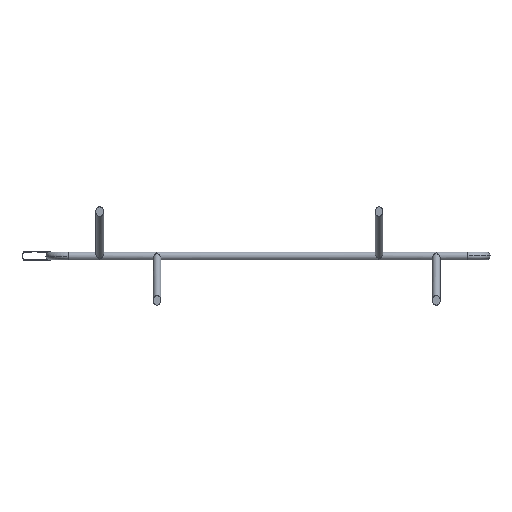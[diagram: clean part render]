
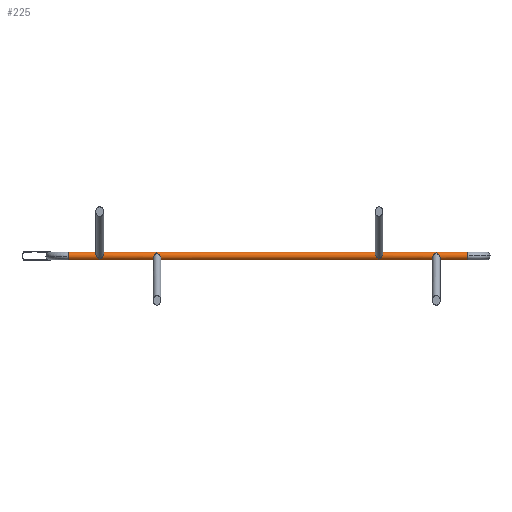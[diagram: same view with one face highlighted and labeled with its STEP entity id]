
A CAD part, front view. The second image highlights one B-rep face of the part: STEP entity #225.
In plain terms, the highlighted cylindrical face has radius 17.5 mm (diameter 35 mm), a partial arc.
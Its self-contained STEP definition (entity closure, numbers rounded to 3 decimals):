
#225=ADVANCED_FACE('',(#493),#494,.T.);
#493=FACE_OUTER_BOUND('',#775,.T.);
#494=CYLINDRICAL_SURFACE('',#776,17.5);
#775=EDGE_LOOP('',(#1513,#1514,#1515,#1516,#1517,#1518,#1519,#1520,#1521,#1522,#1523,#1524,#1525,#1526,#1527,#1528,#1529,#1530,#1531,#1532,#1533,#1534,#1535,#1536,#1537,#1538));
#776=AXIS2_PLACEMENT_3D('',#1539,#1540,#1541);
#1513=ORIENTED_EDGE('',*,*,#1918,.T.);
#1514=ORIENTED_EDGE('',*,*,#1958,.T.);
#1515=ORIENTED_EDGE('',*,*,#2105,.T.);
#1516=ORIENTED_EDGE('',*,*,#2104,.T.);
#1517=ORIENTED_EDGE('',*,*,#1959,.T.);
#1518=ORIENTED_EDGE('',*,*,#1927,.T.);
#1519=ORIENTED_EDGE('',*,*,#1966,.T.);
#1520=ORIENTED_EDGE('',*,*,#2100,.T.);
#1521=ORIENTED_EDGE('',*,*,#2099,.T.);
#1522=ORIENTED_EDGE('',*,*,#1967,.T.);
#1523=ORIENTED_EDGE('',*,*,#1924,.T.);
#1524=ORIENTED_EDGE('',*,*,#1781,.F.);
#1525=ORIENTED_EDGE('',*,*,#2107,.F.);
#1526=ORIENTED_EDGE('',*,*,#1922,.T.);
#1527=ORIENTED_EDGE('',*,*,#1899,.T.);
#1528=ORIENTED_EDGE('',*,*,#2108,.T.);
#1529=ORIENTED_EDGE('',*,*,#2109,.T.);
#1530=ORIENTED_EDGE('',*,*,#1902,.T.);
#1531=ORIENTED_EDGE('',*,*,#1921,.T.);
#1532=ORIENTED_EDGE('',*,*,#1909,.T.);
#1533=ORIENTED_EDGE('',*,*,#2110,.T.);
#1534=ORIENTED_EDGE('',*,*,#2111,.T.);
#1535=ORIENTED_EDGE('',*,*,#1912,.T.);
#1536=ORIENTED_EDGE('',*,*,#1920,.T.);
#1537=ORIENTED_EDGE('',*,*,#1767,.F.);
#1538=ORIENTED_EDGE('',*,*,#2112,.F.);
#1539=CARTESIAN_POINT('',(-450.0,287.5,0.0));
#1540=DIRECTION('',(1.0,0.0,0.0));
#1541=DIRECTION('',(0.0,0.0,-1.0));
#1767=EDGE_CURVE('',#2142,#2145,#2146,.T.);
#1781=EDGE_CURVE('',#2168,#2171,#2172,.T.);
#1899=EDGE_CURVE('',#2372,#2369,#2373,.T.);
#1902=EDGE_CURVE('',#2378,#2376,#2379,.T.);
#1909=EDGE_CURVE('',#2391,#2388,#2392,.T.);
#1912=EDGE_CURVE('',#2397,#2395,#2398,.T.);
#1918=EDGE_CURVE('',#2407,#2408,#2409,.T.);
#1920=EDGE_CURVE('',#2395,#2145,#2411,.T.);
#1921=EDGE_CURVE('',#2376,#2391,#2412,.T.);
#1922=EDGE_CURVE('',#2413,#2372,#2414,.T.);
#1924=EDGE_CURVE('',#2416,#2171,#2417,.T.);
#1927=EDGE_CURVE('',#2422,#2420,#2423,.T.);
#1958=EDGE_CURVE('',#2408,#2467,#2470,.T.);
#1959=EDGE_CURVE('',#2471,#2422,#2472,.T.);
#1966=EDGE_CURVE('',#2420,#2481,#2484,.T.);
#1967=EDGE_CURVE('',#2485,#2416,#2486,.T.);
#2099=EDGE_CURVE('',#2679,#2485,#2680,.T.);
#2100=EDGE_CURVE('',#2481,#2679,#2681,.T.);
#2104=EDGE_CURVE('',#2685,#2471,#2686,.T.);
#2105=EDGE_CURVE('',#2467,#2685,#2687,.T.);
#2107=EDGE_CURVE('',#2413,#2168,#2689,.T.);
#2108=EDGE_CURVE('',#2369,#2690,#2691,.T.);
#2109=EDGE_CURVE('',#2690,#2378,#2692,.T.);
#2110=EDGE_CURVE('',#2388,#2693,#2694,.T.);
#2111=EDGE_CURVE('',#2693,#2397,#2695,.T.);
#2112=EDGE_CURVE('',#2407,#2142,#2696,.T.);
#2142=VERTEX_POINT('',#2726);
#2145=VERTEX_POINT('',#2729);
#2146=CIRCLE('',#2730,17.5);
#2168=VERTEX_POINT('',#2752);
#2171=VERTEX_POINT('',#2755);
#2172=CIRCLE('',#2756,17.5);
#2369=VERTEX_POINT('',#4285);
#2372=VERTEX_POINT('',#4289);
#2373=ELLIPSE('',#4290,24.749,17.5);
#2376=VERTEX_POINT('',#4293);
#2378=VERTEX_POINT('',#4295);
#2379=ELLIPSE('',#4296,24.749,17.5);
#2388=VERTEX_POINT('',#4306);
#2391=VERTEX_POINT('',#4310);
#2392=ELLIPSE('',#4311,24.749,17.5);
#2395=VERTEX_POINT('',#4314);
#2397=VERTEX_POINT('',#4316);
#2398=ELLIPSE('',#4317,24.749,17.5);
#2407=VERTEX_POINT('',#4327);
#2408=VERTEX_POINT('',#4328);
#2409=LINE('',#4329,#4330);
#2411=LINE('',#4332,#4333);
#2412=LINE('',#4334,#4335);
#2413=VERTEX_POINT('',#4336);
#2414=LINE('',#4337,#4338);
#2416=VERTEX_POINT('',#4340);
#2417=LINE('',#4341,#4342);
#2420=VERTEX_POINT('',#4345);
#2422=VERTEX_POINT('',#4347);
#2423=LINE('',#4348,#4349);
#2467=VERTEX_POINT('',#4835);
#2470=ELLIPSE('',#4839,24.749,17.5);
#2471=VERTEX_POINT('',#4840);
#2472=ELLIPSE('',#4841,24.749,17.5);
#2481=VERTEX_POINT('',#4851);
#2484=ELLIPSE('',#4855,24.749,17.5);
#2485=VERTEX_POINT('',#4856);
#2486=ELLIPSE('',#4857,24.749,17.5);
#2679=VERTEX_POINT('',#5108);
#2680=ELLIPSE('',#5109,24.749,17.5);
#2681=ELLIPSE('',#5110,24.749,17.5);
#2685=VERTEX_POINT('',#5114);
#2686=ELLIPSE('',#5115,24.749,17.5);
#2687=ELLIPSE('',#5116,24.749,17.5);
#2689=CIRCLE('',#5118,17.5);
#2690=VERTEX_POINT('',#5119);
#2691=ELLIPSE('',#5120,24.749,17.5);
#2692=ELLIPSE('',#5121,24.749,17.5);
#2693=VERTEX_POINT('',#5122);
#2694=ELLIPSE('',#5123,24.749,17.5);
#2695=ELLIPSE('',#5124,24.749,17.5);
#2696=CIRCLE('',#5125,17.5);
#2726=CARTESIAN_POINT('',(-900.0,270.0,0.));
#2729=CARTESIAN_POINT('',(-900.0,287.5,17.5));
#2730=AXIS2_PLACEMENT_3D('',#5157,#5158,#5159);
#2752=CARTESIAN_POINT('',(900.0,270.0,0.));
#2755=CARTESIAN_POINT('',(900.0,287.5,-17.5));
#2756=AXIS2_PLACEMENT_3D('',#5193,#5194,#5195);
#4285=CARTESIAN_POINT('',(517.5,273.134,9.994));
#4289=CARTESIAN_POINT('',(509.994,287.5,17.5));
#4290=AXIS2_PLACEMENT_3D('',#5274,#5275,#5276);
#4293=CARTESIAN_POINT('',(490.006,287.5,17.5));
#4295=CARTESIAN_POINT('',(482.5,273.134,9.994));
#4296=AXIS2_PLACEMENT_3D('',#5283,#5284,#5285);
#4306=CARTESIAN_POINT('',(-740.5,273.134,9.994));
#4310=CARTESIAN_POINT('',(-748.006,287.5,17.5));
#4311=AXIS2_PLACEMENT_3D('',#5297,#5298,#5299);
#4314=CARTESIAN_POINT('',(-767.994,287.5,17.5));
#4316=CARTESIAN_POINT('',(-775.5,273.134,9.994));
#4317=AXIS2_PLACEMENT_3D('',#5306,#5307,#5308);
#4327=CARTESIAN_POINT('',(-900.0,287.5,-17.5));
#4328=CARTESIAN_POINT('',(-509.994,287.5,-17.5));
#4329=CARTESIAN_POINT('',(-450.0,287.5,-17.5));
#4330=VECTOR('',#5319,1.0);
#4332=CARTESIAN_POINT('',(-450.0,287.5,17.5));
#4333=VECTOR('',#5323,1.0);
#4334=CARTESIAN_POINT('',(-450.0,287.5,17.5));
#4335=VECTOR('',#5324,1.0);
#4336=CARTESIAN_POINT('',(900.0,287.5,17.5));
#4337=CARTESIAN_POINT('',(-450.0,287.5,17.5));
#4338=VECTOR('',#5325,1.0);
#4340=CARTESIAN_POINT('',(767.994,287.5,-17.5));
#4341=CARTESIAN_POINT('',(-450.0,287.5,-17.5));
#4342=VECTOR('',#5329,1.0);
#4345=CARTESIAN_POINT('',(748.006,287.5,-17.5));
#4347=CARTESIAN_POINT('',(-490.006,287.5,-17.5));
#4348=CARTESIAN_POINT('',(-450.0,287.5,-17.5));
#4349=VECTOR('',#5336,1.0);
#4835=CARTESIAN_POINT('',(-517.5,273.134,-9.994));
#4839=AXIS2_PLACEMENT_3D('',#5344,#5345,#5346);
#4840=CARTESIAN_POINT('',(-482.5,273.134,-9.994));
#4841=AXIS2_PLACEMENT_3D('',#5347,#5348,#5349);
#4851=CARTESIAN_POINT('',(740.5,273.134,-9.994));
#4855=AXIS2_PLACEMENT_3D('',#5361,#5362,#5363);
#4856=CARTESIAN_POINT('',(775.5,273.134,-9.994));
#4857=AXIS2_PLACEMENT_3D('',#5364,#5365,#5366);
#5108=CARTESIAN_POINT('',(758.0,277.506,14.366));
#5109=AXIS2_PLACEMENT_3D('',#5545,#5546,#5547);
#5110=AXIS2_PLACEMENT_3D('',#5548,#5549,#5550);
#5114=CARTESIAN_POINT('',(-500.0,277.506,14.366));
#5115=AXIS2_PLACEMENT_3D('',#5554,#5555,#5556);
#5116=AXIS2_PLACEMENT_3D('',#5557,#5558,#5559);
#5118=AXIS2_PLACEMENT_3D('',#5560,#5561,#5562);
#5119=CARTESIAN_POINT('',(500.0,277.506,-14.366));
#5120=AXIS2_PLACEMENT_3D('',#5563,#5564,#5565);
#5121=AXIS2_PLACEMENT_3D('',#5566,#5567,#5568);
#5122=CARTESIAN_POINT('',(-758.0,277.506,-14.366));
#5123=AXIS2_PLACEMENT_3D('',#5569,#5570,#5571);
#5124=AXIS2_PLACEMENT_3D('',#5572,#5573,#5574);
#5125=AXIS2_PLACEMENT_3D('',#5575,#5576,#5577);
#5157=CARTESIAN_POINT('',(-900.0,287.5,0.0));
#5158=DIRECTION('',(-1.0,0.0,0.0));
#5159=DIRECTION('',(0.0,0.0,-1.0));
#5193=CARTESIAN_POINT('',(900.0,287.5,0.));
#5194=DIRECTION('',(1.0,0.0,0.));
#5195=DIRECTION('',(0.,0.0,1.0));
#5274=CARTESIAN_POINT('',(500.0,287.5,0.));
#5275=DIRECTION('',(0.707,0.58,-0.404));
#5276=DIRECTION('',(0.707,-0.58,0.404));
#5283=CARTESIAN_POINT('',(500.0,287.5,0.));
#5284=DIRECTION('',(-0.707,0.58,-0.404));
#5285=DIRECTION('',(0.707,0.58,-0.404));
#5297=CARTESIAN_POINT('',(-758.0,287.5,0.));
#5298=DIRECTION('',(0.707,0.58,-0.404));
#5299=DIRECTION('',(0.707,-0.58,0.404));
#5306=CARTESIAN_POINT('',(-758.0,287.5,0.));
#5307=DIRECTION('',(-0.707,0.58,-0.404));
#5308=DIRECTION('',(0.707,0.58,-0.404));
#5319=DIRECTION('',(1.0,0.0,0.0));
#5323=DIRECTION('',(-1.0,-0.0,-0.0));
#5324=DIRECTION('',(-1.0,-0.0,-0.0));
#5325=DIRECTION('',(-1.0,-0.0,-0.0));
#5329=DIRECTION('',(1.0,0.0,0.0));
#5336=DIRECTION('',(1.0,0.0,0.0));
#5344=CARTESIAN_POINT('',(-500.0,287.5,0.));
#5345=DIRECTION('',(-0.707,0.58,0.404));
#5346=DIRECTION('',(-0.707,-0.58,-0.404));
#5347=CARTESIAN_POINT('',(-500.0,287.5,0.));
#5348=DIRECTION('',(0.707,0.58,0.404));
#5349=DIRECTION('',(-0.707,0.58,0.404));
#5361=CARTESIAN_POINT('',(758.0,287.5,0.));
#5362=DIRECTION('',(-0.707,0.58,0.404));
#5363=DIRECTION('',(-0.707,-0.58,-0.404));
#5364=CARTESIAN_POINT('',(758.0,287.5,0.));
#5365=DIRECTION('',(0.707,0.58,0.404));
#5366=DIRECTION('',(-0.707,0.58,0.404));
#5545=CARTESIAN_POINT('',(758.0,287.5,0.));
#5546=DIRECTION('',(0.707,0.58,0.404));
#5547=DIRECTION('',(-0.707,0.58,0.404));
#5548=CARTESIAN_POINT('',(758.0,287.5,0.));
#5549=DIRECTION('',(-0.707,0.58,0.404));
#5550=DIRECTION('',(-0.707,-0.58,-0.404));
#5554=CARTESIAN_POINT('',(-500.0,287.5,0.));
#5555=DIRECTION('',(0.707,0.58,0.404));
#5556=DIRECTION('',(-0.707,0.58,0.404));
#5557=CARTESIAN_POINT('',(-500.0,287.5,0.));
#5558=DIRECTION('',(-0.707,0.58,0.404));
#5559=DIRECTION('',(-0.707,-0.58,-0.404));
#5560=CARTESIAN_POINT('',(900.0,287.5,0.));
#5561=DIRECTION('',(1.0,0.0,0.));
#5562=DIRECTION('',(0.,0.0,1.0));
#5563=CARTESIAN_POINT('',(500.0,287.5,0.));
#5564=DIRECTION('',(0.707,0.58,-0.404));
#5565=DIRECTION('',(0.707,-0.58,0.404));
#5566=CARTESIAN_POINT('',(500.0,287.5,0.));
#5567=DIRECTION('',(-0.707,0.58,-0.404));
#5568=DIRECTION('',(0.707,0.58,-0.404));
#5569=CARTESIAN_POINT('',(-758.0,287.5,0.));
#5570=DIRECTION('',(0.707,0.58,-0.404));
#5571=DIRECTION('',(0.707,-0.58,0.404));
#5572=CARTESIAN_POINT('',(-758.0,287.5,0.));
#5573=DIRECTION('',(-0.707,0.58,-0.404));
#5574=DIRECTION('',(0.707,0.58,-0.404));
#5575=CARTESIAN_POINT('',(-900.0,287.5,0.0));
#5576=DIRECTION('',(-1.0,0.0,0.0));
#5577=DIRECTION('',(0.0,0.0,-1.0));
